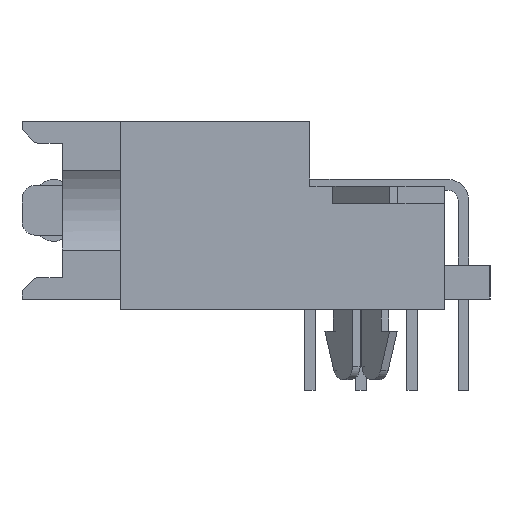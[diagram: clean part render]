
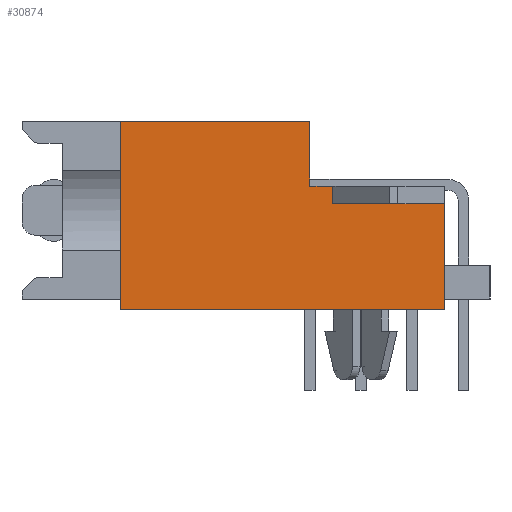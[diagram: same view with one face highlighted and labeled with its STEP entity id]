
A CAD part, left-side view. The second image highlights one B-rep face of the part: STEP entity #30874.
In plain terms, the highlighted planar face has unit normal (-1, 0, 0).
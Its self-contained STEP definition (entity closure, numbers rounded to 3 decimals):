
#1630=FACE_OUTER_BOUND('',#3455,.T.);
#3455=EDGE_LOOP('',(#22373,#22374,#22375,#22376,#22377,#22378,#22379,#22380));
#5047=LINE('',#43943,#8922);
#5129=LINE('',#44121,#9004);
#5880=LINE('',#45928,#9755);
#5892=LINE('',#45954,#9767);
#5893=LINE('',#45956,#9768);
#5894=LINE('',#45958,#9769);
#5895=LINE('',#45959,#9770);
#5896=LINE('',#45960,#9771);
#8922=VECTOR('',#35051,12.05);
#9004=VECTOR('',#35197,7.05);
#9755=VECTOR('',#37070,2.4);
#9767=VECTOR('',#37090,3.95);
#9768=VECTOR('',#37091,4.156);
#9769=VECTOR('',#37092,0.65);
#9770=VECTOR('',#37093,0.844);
#9771=VECTOR('',#37094,7.);
#12794=VERTEX_POINT('',#43940);
#12795=VERTEX_POINT('',#43942);
#12858=VERTEX_POINT('',#44118);
#12859=VERTEX_POINT('',#44120);
#13354=VERTEX_POINT('',#45927);
#13364=VERTEX_POINT('',#45953);
#13365=VERTEX_POINT('',#45955);
#13366=VERTEX_POINT('',#45957);
#15727=EDGE_CURVE('',#12794,#12795,#5047,.T.);
#15819=EDGE_CURVE('',#12859,#12858,#5129,.T.);
#16723=EDGE_CURVE('',#13354,#12859,#5880,.T.);
#16737=EDGE_CURVE('',#12794,#13364,#5892,.T.);
#16738=EDGE_CURVE('',#13364,#13365,#5893,.T.);
#16739=EDGE_CURVE('',#13365,#13366,#5894,.T.);
#16740=EDGE_CURVE('',#13366,#13354,#5895,.T.);
#16741=EDGE_CURVE('',#12858,#12795,#5896,.T.);
#22373=ORIENTED_EDGE('',*,*,#15727,.F.);
#22374=ORIENTED_EDGE('',*,*,#16737,.T.);
#22375=ORIENTED_EDGE('',*,*,#16738,.T.);
#22376=ORIENTED_EDGE('',*,*,#16739,.T.);
#22377=ORIENTED_EDGE('',*,*,#16740,.T.);
#22378=ORIENTED_EDGE('',*,*,#16723,.T.);
#22379=ORIENTED_EDGE('',*,*,#15819,.T.);
#22380=ORIENTED_EDGE('',*,*,#16741,.T.);
#29269=PLANE('',#33002);
#30874=ADVANCED_FACE('',(#1630),#29269,.T.);
#33002=AXIS2_PLACEMENT_3D('',#45952,#37088,#37089);
#35051=DIRECTION('',(0.,1.,0.));
#35197=DIRECTION('',(0.,1.,0.));
#37070=DIRECTION('',(0.,0.,1.));
#37088=DIRECTION('center_axis',(-1.,0.,0.));
#37089=DIRECTION('ref_axis',(0.,0.,-1.));
#37090=DIRECTION('',(0.,0.,1.));
#37091=DIRECTION('',(0.,1.,0.));
#37092=DIRECTION('',(0.,0.,1.));
#37093=DIRECTION('',(0.,1.,0.));
#37094=DIRECTION('',(0.,0.,-1.));
#43940=CARTESIAN_POINT('',(-27.955,-3.095,0.));
#43942=CARTESIAN_POINT('',(-27.955,8.955,0.));
#43943=CARTESIAN_POINT('',(-27.955,1.905,0.));
#44118=CARTESIAN_POINT('',(-27.955,8.955,7.));
#44120=CARTESIAN_POINT('',(-27.955,1.905,7.));
#44121=CARTESIAN_POINT('',(-27.955,1.905,7.));
#45927=CARTESIAN_POINT('',(-27.955,1.905,4.6));
#45928=CARTESIAN_POINT('',(-27.955,1.905,3.5));
#45952=CARTESIAN_POINT('Origin',(-27.955,-0.595,0.));
#45953=CARTESIAN_POINT('',(-27.955,-3.095,3.95));
#45954=CARTESIAN_POINT('',(-27.955,-3.095,0.));
#45955=CARTESIAN_POINT('',(-27.955,1.061,3.95));
#45956=CARTESIAN_POINT('',(-27.955,-3.095,3.95));
#45957=CARTESIAN_POINT('',(-27.955,1.061,4.6));
#45958=CARTESIAN_POINT('',(-27.955,1.061,3.95));
#45959=CARTESIAN_POINT('',(-27.955,-0.595,4.6));
#45960=CARTESIAN_POINT('',(-27.955,8.955,3.5));
